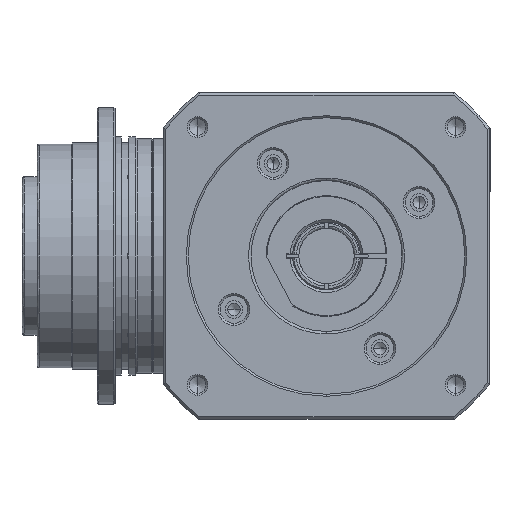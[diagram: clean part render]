
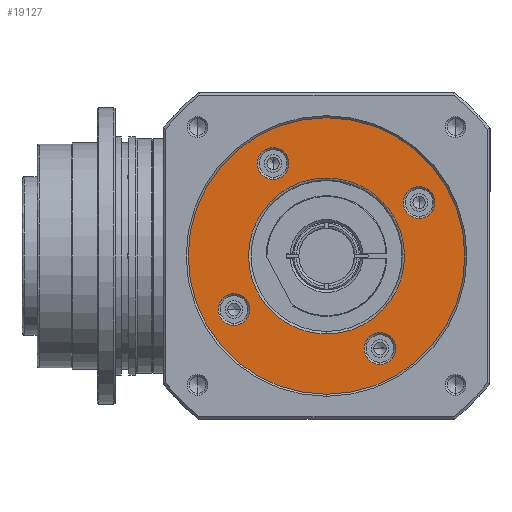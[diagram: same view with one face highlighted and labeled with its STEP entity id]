
A CAD part, front view. The second image highlights one B-rep face of the part: STEP entity #19127.
In plain terms, the highlighted face is planar.
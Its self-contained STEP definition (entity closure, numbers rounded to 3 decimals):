
#226 = EDGE_CURVE ( 'NONE', #527, #23158, #17665, .T. ) ;
#329 = DIRECTION ( 'NONE',  ( 0., 0., -1. ) ) ;
#353 = DIRECTION ( 'NONE',  ( 1., 0., 0. ) ) ;
#527 = VERTEX_POINT ( 'NONE', #10350 ) ;
#592 = CIRCLE ( 'NONE', #3923, 55. ) ;
#714 = AXIS2_PLACEMENT_3D ( 'NONE', #22575, #11589, #353 ) ;
#857 = ORIENTED_EDGE ( 'NONE', *, *, #23781, .T. ) ;
#1262 = AXIS2_PLACEMENT_3D ( 'NONE', #11562, #329, #13367 ) ;
#1270 = EDGE_CURVE ( 'NONE', #15752, #17001, #19036, .T. ) ;
#1456 = EDGE_CURVE ( 'NONE', #17001, #15752, #15745, .T. ) ;
#1594 = CARTESIAN_POINT ( 'NONE',  ( -30.506, -21.25, 29.5 ) ) ;
#1709 = CARTESIAN_POINT ( 'NONE',  ( 43.106, 21.25, 29.5 ) ) ;
#2282 = EDGE_LOOP ( 'NONE', ( #4469, #20392 ) ) ;
#2404 = FACE_BOUND ( 'NONE', #13250, .T. ) ;
#2454 = ORIENTED_EDGE ( 'NONE', *, *, #22146, .T. ) ;
#3039 = EDGE_CURVE ( 'NONE', #8596, #16748, #10688, .T. ) ;
#3418 = CIRCLE ( 'NONE', #6155, 6.3 ) ;
#3500 = CARTESIAN_POINT ( 'NONE',  ( 0., 0., 29.5 ) ) ;
#3648 = CIRCLE ( 'NONE', #12780, 6.3 ) ;
#3923 = AXIS2_PLACEMENT_3D ( 'NONE', #21120, #10133, #22922 ) ;
#4113 = ORIENTED_EDGE ( 'NONE', *, *, #5832, .T. ) ;
#4171 = AXIS2_PLACEMENT_3D ( 'NONE', #13084, #12919, #12840 ) ;
#4469 = ORIENTED_EDGE ( 'NONE', *, *, #1456, .F. ) ;
#4494 = ORIENTED_EDGE ( 'NONE', *, *, #23946, .T. ) ;
#4657 = CARTESIAN_POINT ( 'NONE',  ( -55., 0., 29.5 ) ) ;
#5249 = VERTEX_POINT ( 'NONE', #18734 ) ;
#5406 = DIRECTION ( 'NONE',  ( 1., 0., 0. ) ) ;
#5451 = CARTESIAN_POINT ( 'NONE',  ( 14.95, -36.806, 29.5 ) ) ;
#5832 = EDGE_CURVE ( 'NONE', #16748, #8596, #11897, .T. ) ;
#5912 = EDGE_LOOP ( 'NONE', ( #4494, #2454 ) ) ;
#6155 = AXIS2_PLACEMENT_3D ( 'NONE', #8665, #21527, #10507 ) ;
#7275 = PLANE ( 'NONE',  #19061 ) ;
#7464 = FACE_BOUND ( 'NONE', #2282, .T. ) ;
#7633 = EDGE_CURVE ( 'NONE', #16786, #11146, #3418, .T. ) ;
#7959 = DIRECTION ( 'NONE',  ( 0., 0., -1. ) ) ;
#8412 = EDGE_LOOP ( 'NONE', ( #857, #16022 ) ) ;
#8470 = CARTESIAN_POINT ( 'NONE',  ( 27.55, -36.806, 29.5 ) ) ;
#8511 = CARTESIAN_POINT ( 'NONE',  ( 31., 0., 29.5 ) ) ;
#8575 = AXIS2_PLACEMENT_3D ( 'NONE', #21814, #10806, #23615 ) ;
#8596 = VERTEX_POINT ( 'NONE', #9413 ) ;
#8665 = CARTESIAN_POINT ( 'NONE',  ( 21.25, -36.806, 29.5 ) ) ;
#8693 = AXIS2_PLACEMENT_3D ( 'NONE', #18973, #7959, #20838 ) ;
#8756 = VERTEX_POINT ( 'NONE', #11776 ) ;
#9126 = ORIENTED_EDGE ( 'NONE', *, *, #17822, .T. ) ;
#9357 = CARTESIAN_POINT ( 'NONE',  ( 36.806, 21.25, 29.5 ) ) ;
#9413 = CARTESIAN_POINT ( 'NONE',  ( -43.106, -21.25, 29.5 ) ) ;
#10133 = DIRECTION ( 'NONE',  ( 0., 0., 1. ) ) ;
#10202 = EDGE_CURVE ( 'NONE', #8756, #20412, #19523, .T. ) ;
#10350 = CARTESIAN_POINT ( 'NONE',  ( 55., 0., 29.5 ) ) ;
#10507 = DIRECTION ( 'NONE',  ( 1., 0., 0. ) ) ;
#10688 = CIRCLE ( 'NONE', #4171, 6.3 ) ;
#10806 = DIRECTION ( 'NONE',  ( 0., 0., -1. ) ) ;
#10994 = DIRECTION ( 'NONE',  ( 0., 0., -1. ) ) ;
#11146 = VERTEX_POINT ( 'NONE', #8470 ) ;
#11184 = DIRECTION ( 'NONE',  ( 1., 0., 0. ) ) ;
#11562 = CARTESIAN_POINT ( 'NONE',  ( -36.806, -21.25, 29.5 ) ) ;
#11589 = DIRECTION ( 'NONE',  ( 0., 0., -1. ) ) ;
#11776 = CARTESIAN_POINT ( 'NONE',  ( 30.506, 21.25, 29.5 ) ) ;
#11810 = FACE_BOUND ( 'NONE', #5912, .T. ) ;
#11897 = CIRCLE ( 'NONE', #1262, 6.3 ) ;
#12003 = CARTESIAN_POINT ( 'NONE',  ( -31., 0., 29.5 ) ) ;
#12078 = ORIENTED_EDGE ( 'NONE', *, *, #18390, .T. ) ;
#12362 = FACE_BOUND ( 'NONE', #18777, .T. ) ;
#12430 = CIRCLE ( 'NONE', #8693, 6.3 ) ;
#12780 = AXIS2_PLACEMENT_3D ( 'NONE', #22001, #10994, #23797 ) ;
#12840 = DIRECTION ( 'NONE',  ( 1., 0., 0. ) ) ;
#12919 = DIRECTION ( 'NONE',  ( 0., 0., -1. ) ) ;
#13025 = VERTEX_POINT ( 'NONE', #15289 ) ;
#13065 = CARTESIAN_POINT ( 'NONE',  ( 31., 0., 29.5 ) ) ;
#13084 = CARTESIAN_POINT ( 'NONE',  ( -36.806, -21.25, 29.5 ) ) ;
#13086 = CARTESIAN_POINT ( 'NONE',  ( 31., -62., 29.5 ) ) ;
#13241 = CARTESIAN_POINT ( 'NONE',  ( -31., 0., 29.5 ) ) ;
#13250 = EDGE_LOOP ( 'NONE', ( #12078, #21106 ) ) ;
#13367 = DIRECTION ( 'NONE',  ( 1., 0., 0. ) ) ;
#13418 = CIRCLE ( 'NONE', #8575, 6.3 ) ;
#14364 = CARTESIAN_POINT ( 'NONE',  ( -31., -62., 29.5 ) ) ;
#14607 = AXIS2_PLACEMENT_3D ( 'NONE', #9357, #22188, #11184 ) ;
#15289 = CARTESIAN_POINT ( 'NONE',  ( -27.55, 36.806, 29.5 ) ) ;
#15745 =( BOUNDED_CURVE ( )  B_SPLINE_CURVE ( 3, ( #13241, #14364, #13086, #13065 ),
 .UNSPECIFIED., .F., .T. ) 
 B_SPLINE_CURVE_WITH_KNOTS ( ( 4, 4 ),
 ( 0.5, 1. ),
 .UNSPECIFIED. ) 
 CURVE ( )  GEOMETRIC_REPRESENTATION_ITEM ( )  RATIONAL_B_SPLINE_CURVE ( ( 1., 0.333, 0.333, 1. ) ) 
 REPRESENTATION_ITEM ( '' )  );
#15752 = VERTEX_POINT ( 'NONE', #8511 ) ;
#16022 = ORIENTED_EDGE ( 'NONE', *, *, #226, .T. ) ;
#16174 = ORIENTED_EDGE ( 'NONE', *, *, #10202, .T. ) ;
#16519 = DIRECTION ( 'NONE',  ( 0., 0., 1. ) ) ;
#16664 = FACE_BOUND ( 'NONE', #20766, .T. ) ;
#16748 = VERTEX_POINT ( 'NONE', #1594 ) ;
#16786 = VERTEX_POINT ( 'NONE', #5451 ) ;
#17001 = VERTEX_POINT ( 'NONE', #12003 ) ;
#17250 = FACE_OUTER_BOUND ( 'NONE', #8412, .T. ) ;
#17665 = CIRCLE ( 'NONE', #23217, 55. ) ;
#17822 = EDGE_CURVE ( 'NONE', #20412, #8756, #22359, .T. ) ;
#18390 = EDGE_CURVE ( 'NONE', #11146, #16786, #3648, .T. ) ;
#18734 = CARTESIAN_POINT ( 'NONE',  ( -14.95, 36.806, 29.5 ) ) ;
#18777 = EDGE_LOOP ( 'NONE', ( #9126, #16174 ) ) ;
#18973 = CARTESIAN_POINT ( 'NONE',  ( -21.25, 36.806, 29.5 ) ) ;
#19036 =( BOUNDED_CURVE ( )  B_SPLINE_CURVE ( 3, ( #22119, #22202, #23184, #21937 ),
 .UNSPECIFIED., .F., .T. ) 
 B_SPLINE_CURVE_WITH_KNOTS ( ( 4, 4 ),
 ( 0., 0.5 ),
 .UNSPECIFIED. ) 
 CURVE ( )  GEOMETRIC_REPRESENTATION_ITEM ( )  RATIONAL_B_SPLINE_CURVE ( ( 1., 0.333, 0.333, 1. ) ) 
 REPRESENTATION_ITEM ( '' )  );
#19061 = AXIS2_PLACEMENT_3D ( 'NONE', #3500, #16519, #5406 ) ;
#19127 = ADVANCED_FACE ( 'NONE', ( #12362, #16664, #7464, #17250, #2404, #11810 ), #7275, .T. ) ;
#19523 = CIRCLE ( 'NONE', #714, 6.3 ) ;
#20329 = ORIENTED_EDGE ( 'NONE', *, *, #3039, .T. ) ;
#20392 = ORIENTED_EDGE ( 'NONE', *, *, #1270, .F. ) ;
#20412 = VERTEX_POINT ( 'NONE', #1709 ) ;
#20615 = DIRECTION ( 'NONE',  ( -1., 0., 0. ) ) ;
#20690 = DIRECTION ( 'NONE',  ( 0., 0., 1. ) ) ;
#20766 = EDGE_LOOP ( 'NONE', ( #4113, #20329 ) ) ;
#20767 = CARTESIAN_POINT ( 'NONE',  ( 0., 0., 29.5 ) ) ;
#20838 = DIRECTION ( 'NONE',  ( 1., 0., 0. ) ) ;
#21106 = ORIENTED_EDGE ( 'NONE', *, *, #7633, .T. ) ;
#21120 = CARTESIAN_POINT ( 'NONE',  ( 0., 0., 29.5 ) ) ;
#21527 = DIRECTION ( 'NONE',  ( 0., 0., -1. ) ) ;
#21814 = CARTESIAN_POINT ( 'NONE',  ( -21.25, 36.806, 29.5 ) ) ;
#21937 = CARTESIAN_POINT ( 'NONE',  ( -31., 0., 29.5 ) ) ;
#22001 = CARTESIAN_POINT ( 'NONE',  ( 21.25, -36.806, 29.5 ) ) ;
#22119 = CARTESIAN_POINT ( 'NONE',  ( 31., 0., 29.5 ) ) ;
#22146 = EDGE_CURVE ( 'NONE', #13025, #5249, #12430, .T. ) ;
#22188 = DIRECTION ( 'NONE',  ( 0., 0., -1. ) ) ;
#22202 = CARTESIAN_POINT ( 'NONE',  ( 31., 62., 29.5 ) ) ;
#22359 = CIRCLE ( 'NONE', #14607, 6.3 ) ;
#22575 = CARTESIAN_POINT ( 'NONE',  ( 36.806, 21.25, 29.5 ) ) ;
#22922 = DIRECTION ( 'NONE',  ( -1., 0., 0. ) ) ;
#23158 = VERTEX_POINT ( 'NONE', #4657 ) ;
#23184 = CARTESIAN_POINT ( 'NONE',  ( -31., 62., 29.5 ) ) ;
#23217 = AXIS2_PLACEMENT_3D ( 'NONE', #20767, #20690, #20615 ) ;
#23615 = DIRECTION ( 'NONE',  ( 1., 0., 0. ) ) ;
#23781 = EDGE_CURVE ( 'NONE', #23158, #527, #592, .T. ) ;
#23797 = DIRECTION ( 'NONE',  ( 1., 0., 0. ) ) ;
#23946 = EDGE_CURVE ( 'NONE', #5249, #13025, #13418, .T. ) ;
